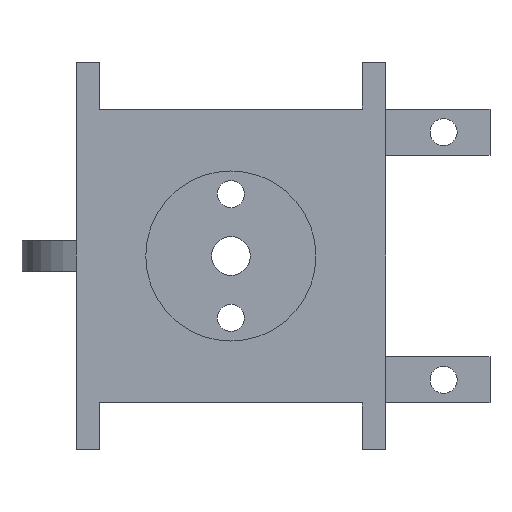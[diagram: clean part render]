
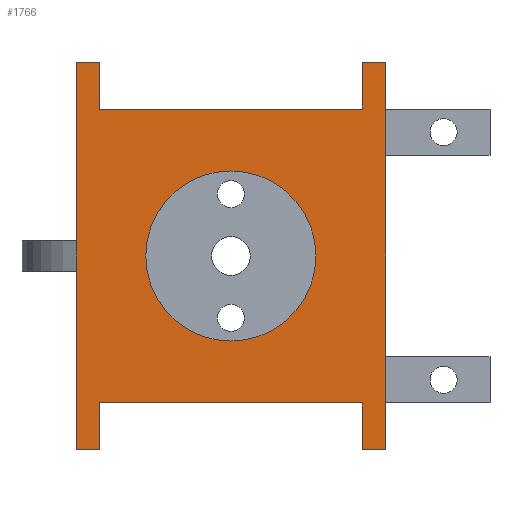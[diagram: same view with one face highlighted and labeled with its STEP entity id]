
A CAD part, left-side view. The second image highlights one B-rep face of the part: STEP entity #1766.
In plain terms, the highlighted planar face has unit normal (-1, 0, 0).
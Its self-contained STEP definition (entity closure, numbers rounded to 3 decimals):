
#241=DIRECTION('',(0.,0.,1.));
#242=VECTOR('',#241,6.);
#243=CARTESIAN_POINT('',(0.,37.,0.));
#244=LINE('',#243,#242);
#261=DIRECTION('',(0.,0.,1.));
#262=VECTOR('',#261,6.);
#263=CARTESIAN_POINT('',(0.,37.,-44.));
#264=LINE('',#263,#262);
#463=DIRECTION('',(0.,0.,1.));
#464=VECTOR('',#463,6.);
#465=CARTESIAN_POINT('',(0.,3.,-44.));
#466=LINE('',#465,#464);
#471=DIRECTION('',(0.,0.,1.));
#472=VECTOR('',#471,6.);
#473=CARTESIAN_POINT('',(0.,3.,0.));
#474=LINE('',#473,#472);
#495=CARTESIAN_POINT('',(0.,20.,-19.));
#496=DIRECTION('',(-1.,0.,0.));
#497=DIRECTION('',(0.,0.,1.));
#498=AXIS2_PLACEMENT_3D('',#495,#496,#497);
#500=CARTESIAN_POINT('',(0.,20.,-19.));
#501=DIRECTION('',(-1.,0.,0.));
#502=DIRECTION('',(0.,0.,-1.));
#503=AXIS2_PLACEMENT_3D('',#500,#501,#502);
#505=DIRECTION('',(0.,-1.,0.));
#506=VECTOR('',#505,34.);
#507=CARTESIAN_POINT('',(0.,37.,0.));
#508=LINE('',#507,#506);
#509=DIRECTION('',(0.,0.,-1.));
#510=VECTOR('',#509,50.);
#511=CARTESIAN_POINT('',(0.,0.,6.));
#512=LINE('',#511,#510);
#513=DIRECTION('',(0.,1.,0.));
#514=VECTOR('',#513,3.);
#515=CARTESIAN_POINT('',(0.,0.,-44.));
#516=LINE('',#515,#514);
#517=DIRECTION('',(0.,1.,0.));
#518=VECTOR('',#517,34.);
#519=CARTESIAN_POINT('',(0.,3.,-38.));
#520=LINE('',#519,#518);
#521=DIRECTION('',(0.,-1.,0.));
#522=VECTOR('',#521,3.);
#523=CARTESIAN_POINT('',(0.,40.,-44.));
#524=LINE('',#523,#522);
#525=DIRECTION('',(0.,0.,1.));
#526=VECTOR('',#525,50.);
#527=CARTESIAN_POINT('',(0.,40.,-44.));
#528=LINE('',#527,#526);
#717=DIRECTION('',(0.,1.,0.));
#718=VECTOR('',#717,3.);
#719=CARTESIAN_POINT('',(0.,0.,6.));
#720=LINE('',#719,#718);
#743=DIRECTION('',(0.,-1.,0.));
#744=VECTOR('',#743,3.);
#745=CARTESIAN_POINT('',(0.,40.,6.));
#746=LINE('',#745,#744);
#876=CARTESIAN_POINT('',(0.,40.,-44.));
#878=VERTEX_POINT('',#876);
#879=CARTESIAN_POINT('',(0.,40.,6.));
#881=VERTEX_POINT('',#879);
#892=CARTESIAN_POINT('',(0.,37.,-44.));
#894=VERTEX_POINT('',#892);
#895=CARTESIAN_POINT('',(0.,37.,6.));
#897=VERTEX_POINT('',#895);
#899=CARTESIAN_POINT('',(0.,37.,-38.));
#900=VERTEX_POINT('',#899);
#901=CARTESIAN_POINT('',(0.,37.,0.));
#902=VERTEX_POINT('',#901);
#967=CARTESIAN_POINT('',(0.,20.,-8.));
#968=CARTESIAN_POINT('',(0.,20.,-30.));
#969=VERTEX_POINT('',#967);
#970=VERTEX_POINT('',#968);
#980=CARTESIAN_POINT('',(0.,0.,-44.));
#982=VERTEX_POINT('',#980);
#983=CARTESIAN_POINT('',(0.,0.,6.));
#985=VERTEX_POINT('',#983);
#996=CARTESIAN_POINT('',(0.,3.,-44.));
#998=VERTEX_POINT('',#996);
#999=CARTESIAN_POINT('',(0.,3.,6.));
#1001=VERTEX_POINT('',#999);
#1005=CARTESIAN_POINT('',(0.,3.,-38.));
#1006=VERTEX_POINT('',#1005);
#1007=CARTESIAN_POINT('',(0.,3.,0.));
#1008=VERTEX_POINT('',#1007);
#1738=CARTESIAN_POINT('',(0.,0.,0.));
#1739=DIRECTION('',(1.,0.,0.));
#1740=DIRECTION('',(0.,-1.,0.));
#1741=AXIS2_PLACEMENT_3D('',#1738,#1739,#1740);
#1742=PLANE('',#1741);
#1743=ORIENTED_EDGE('',*,*,#1485,.T.);
#1744=ORIENTED_EDGE('',*,*,#1672,.T.);
#1746=ORIENTED_EDGE('',*,*,#1745,.F.);
#1747=ORIENTED_EDGE('',*,*,#1594,.T.);
#1748=ORIENTED_EDGE('',*,*,#1733,.T.);
#1749=ORIENTED_EDGE('',*,*,#1654,.T.);
#1750=ORIENTED_EDGE('',*,*,#1564,.T.);
#1751=ORIENTED_EDGE('',*,*,#1394,.F.);
#1753=ORIENTED_EDGE('',*,*,#1752,.F.);
#1754=ORIENTED_EDGE('',*,*,#1304,.T.);
#1756=ORIENTED_EDGE('',*,*,#1755,.T.);
#1757=ORIENTED_EDGE('',*,*,#1370,.F.);
#1758=EDGE_LOOP('',(#1743,#1744,#1746,#1747,#1748,#1749,#1750,#1751,#1753,#1754,
#1756,#1757));
#1759=FACE_OUTER_BOUND('',#1758,.F.);
#1761=ORIENTED_EDGE('',*,*,#1760,.T.);
#1763=ORIENTED_EDGE('',*,*,#1762,.T.);
#1764=EDGE_LOOP('',(#1761,#1763));
#1765=FACE_BOUND('',#1764,.F.);
#1766=ADVANCED_FACE('',(#1759,#1765),#1742,.F.);
#499=CIRCLE('',#498,11.);
#504=CIRCLE('',#503,11.);
#1304=EDGE_CURVE('',#878,#881,#528,.T.);
#1370=EDGE_CURVE('',#902,#897,#244,.T.);
#1394=EDGE_CURVE('',#894,#900,#264,.T.);
#1485=EDGE_CURVE('',#902,#1008,#508,.T.);
#1564=EDGE_CURVE('',#1006,#900,#520,.T.);
#1594=EDGE_CURVE('',#985,#982,#512,.T.);
#1654=EDGE_CURVE('',#998,#1006,#466,.T.);
#1672=EDGE_CURVE('',#1008,#1001,#474,.T.);
#1733=EDGE_CURVE('',#982,#998,#516,.T.);
#1745=EDGE_CURVE('',#985,#1001,#720,.T.);
#1752=EDGE_CURVE('',#878,#894,#524,.T.);
#1755=EDGE_CURVE('',#881,#897,#746,.T.);
#1760=EDGE_CURVE('',#969,#970,#499,.T.);
#1762=EDGE_CURVE('',#970,#969,#504,.T.);
